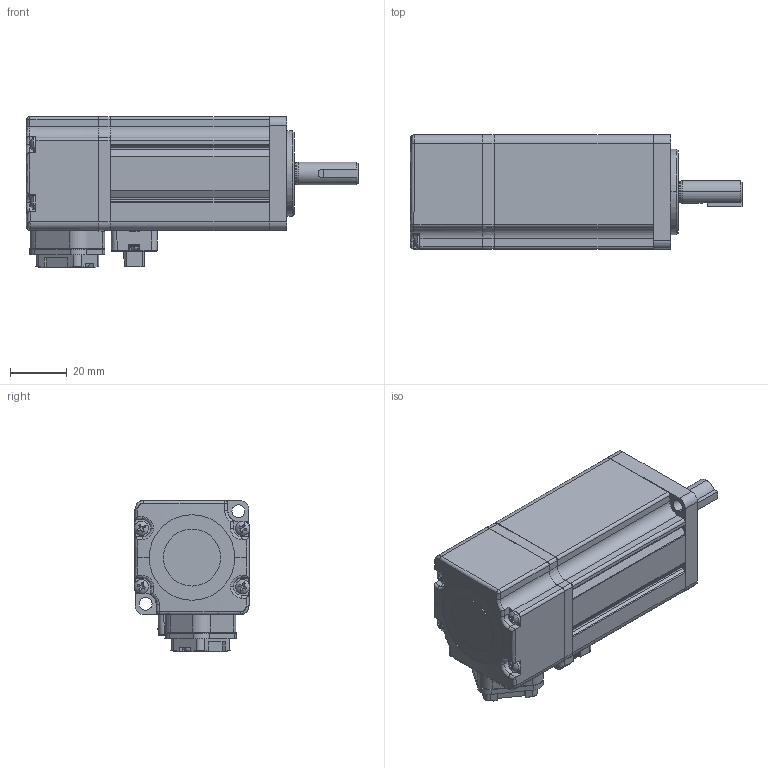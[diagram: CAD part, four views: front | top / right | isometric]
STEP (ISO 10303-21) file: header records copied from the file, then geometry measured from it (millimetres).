
FILE_DESCRIPTION (( 'STEP AP203' ), '1' );
FILE_NAME ('4611170001594.STEP', '2024-01-22T06:00:44', ( 'Windows User' ), ( 'P R C' ), 'SwSTEP 2.0', 'SolidWorks 2022', '' );
FILE_SCHEMA (( 'CONFIG_CONTROL_DESIGN' ));
Length unit declared in the file: millimetre
Products named in the file (1): 4611170001594
Bounding box: 116.5 x 40.5 x 53.03 mm (x, y, z)
Surface area: 30801.1 mm2 (no closed solid volume)
Topology: 0 solids, 41 shells, 3619 faces, 10347 edges, 6728 vertices
Faces by surface type: plane 1989, cylinder 1173, bspline 259, cone 175, torus 12, sphere 11
Entity records: 133049 total; most frequent: CARTESIAN_POINT 43247, ORIENTED_EDGE 20061, DIRECTION 16477, EDGE_CURVE 10297, VERTEX_POINT 6724, LINE 5881, VECTOR 5881, AXIS2_PLACEMENT_3D 5298
